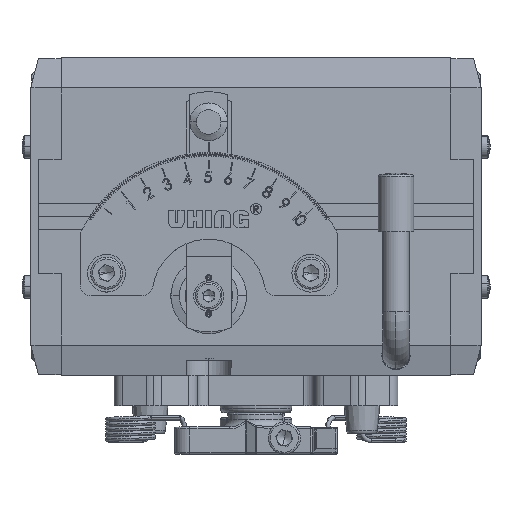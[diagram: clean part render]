
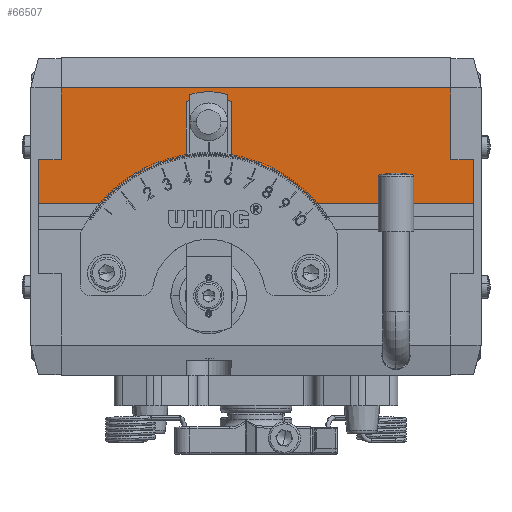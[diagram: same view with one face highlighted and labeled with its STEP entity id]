
A CAD part, top view. The second image highlights one B-rep face of the part: STEP entity #66507.
In plain terms, the highlighted planar face has unit normal (0, 0, 1).
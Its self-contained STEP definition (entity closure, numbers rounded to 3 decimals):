
#348 = DIRECTION ( 'NONE',  ( -1., 0., 0. ) ) ;
#2965 = VERTEX_POINT ( 'NONE', #19489 ) ;
#5605 = CARTESIAN_POINT ( 'NONE',  ( 57.5, 3.5, 34. ) ) ;
#17219 = AXIS2_PLACEMENT_3D ( 'NONE', #145256, #59635, #44245 ) ;
#17590 = LINE ( 'NONE', #46298, #126582 ) ;
#18545 = LINE ( 'NONE', #44420, #184050 ) ;
#19489 = CARTESIAN_POINT ( 'NONE',  ( 51.5, 34., 34. ) ) ;
#23416 = CARTESIAN_POINT ( 'NONE',  ( 57.5, 15., 34. ) ) ;
#26437 = VECTOR ( 'NONE', #183890, 1000. ) ;
#29530 = VERTEX_POINT ( 'NONE', #190003 ) ;
#30500 = VECTOR ( 'NONE', #64168, 1000. ) ;
#30530 = DIRECTION ( 'NONE',  ( 0., 1., 0. ) ) ;
#34849 = EDGE_CURVE ( 'NONE', #29530, #129963, #184823, .T. ) ;
#38625 = CARTESIAN_POINT ( 'NONE',  ( -51.5, 34., 34. ) ) ;
#40511 = ORIENTED_EDGE ( 'NONE', *, *, #122559, .T. ) ;
#44245 = DIRECTION ( 'NONE',  ( 0., 1., 0. ) ) ;
#44420 = CARTESIAN_POINT ( 'NONE',  ( 57.5, 34., 34. ) ) ;
#46298 = CARTESIAN_POINT ( 'NONE',  ( 57.5, 15., 34. ) ) ;
#47525 = CARTESIAN_POINT ( 'NONE',  ( 51.5, 15., 34. ) ) ;
#52724 = CARTESIAN_POINT ( 'NONE',  ( 57.5, 34., 34. ) ) ;
#59635 = DIRECTION ( 'NONE',  ( 0., 0., -1. ) ) ;
#61085 = EDGE_CURVE ( 'NONE', #156043, #184611, #18545, .T. ) ;
#64168 = DIRECTION ( 'NONE',  ( -1., 0., 0. ) ) ;
#65215 = VERTEX_POINT ( 'NONE', #47525 ) ;
#66507 = ADVANCED_FACE ( 'NONE', ( #159691 ), #147168, .F. ) ;
#67489 = LINE ( 'NONE', #170482, #116095 ) ;
#72900 = EDGE_CURVE ( 'NONE', #156043, #65215, #17590, .T. ) ;
#76015 = ORIENTED_EDGE ( 'NONE', *, *, #72900, .T. ) ;
#81943 = DIRECTION ( 'NONE',  ( 0., -1., 0. ) ) ;
#82573 = LINE ( 'NONE', #52724, #120878 ) ;
#86478 = VECTOR ( 'NONE', #348, 1000. ) ;
#91474 = VECTOR ( 'NONE', #30530, 1000. ) ;
#92511 = CARTESIAN_POINT ( 'NONE',  ( -51.5, 15., 34. ) ) ;
#92751 = EDGE_CURVE ( 'NONE', #184611, #121314, #184317, .T. ) ;
#106043 = ORIENTED_EDGE ( 'NONE', *, *, #179066, .T. ) ;
#106105 = EDGE_LOOP ( 'NONE', ( #110631, #150865, #106043, #179689, #158925, #76015, #184051, #40511 ) ) ;
#110631 = ORIENTED_EDGE ( 'NONE', *, *, #34849, .T. ) ;
#111834 = CARTESIAN_POINT ( 'NONE',  ( -57.5, 15., 34. ) ) ;
#116095 = VECTOR ( 'NONE', #81943, 1000. ) ;
#116175 = LINE ( 'NONE', #117080, #91474 ) ;
#117080 = CARTESIAN_POINT ( 'NONE',  ( 51.5, 34., 34. ) ) ;
#120878 = VECTOR ( 'NONE', #141113, 1000. ) ;
#121015 = EDGE_CURVE ( 'NONE', #65215, #2965, #116175, .T. ) ;
#121292 = EDGE_CURVE ( 'NONE', #129963, #156062, #135695, .T. ) ;
#121314 = VERTEX_POINT ( 'NONE', #132863 ) ;
#122559 = EDGE_CURVE ( 'NONE', #2965, #29530, #82573, .T. ) ;
#123380 = CARTESIAN_POINT ( 'NONE',  ( 57.5, 3.5, 34. ) ) ;
#126582 = VECTOR ( 'NONE', #149249, 1000. ) ;
#129963 = VERTEX_POINT ( 'NONE', #92511 ) ;
#132863 = CARTESIAN_POINT ( 'NONE',  ( -57.5, 3.5, 34. ) ) ;
#135695 = LINE ( 'NONE', #161802, #86478 ) ;
#135699 = DIRECTION ( 'NONE',  ( 0., -1., 0. ) ) ;
#141113 = DIRECTION ( 'NONE',  ( -1., 0., 0. ) ) ;
#145256 = CARTESIAN_POINT ( 'NONE',  ( 57.5, 34., 34. ) ) ;
#147168 = PLANE ( 'NONE',  #17219 ) ;
#149249 = DIRECTION ( 'NONE',  ( -1., 0., 0. ) ) ;
#150865 = ORIENTED_EDGE ( 'NONE', *, *, #121292, .T. ) ;
#156043 = VERTEX_POINT ( 'NONE', #23416 ) ;
#156062 = VERTEX_POINT ( 'NONE', #111834 ) ;
#158925 = ORIENTED_EDGE ( 'NONE', *, *, #61085, .F. ) ;
#159691 = FACE_OUTER_BOUND ( 'NONE', #106105, .T. ) ;
#161802 = CARTESIAN_POINT ( 'NONE',  ( 57.5, 15., 34. ) ) ;
#170482 = CARTESIAN_POINT ( 'NONE',  ( -57.5, 34., 34. ) ) ;
#179066 = EDGE_CURVE ( 'NONE', #156062, #121314, #67489, .T. ) ;
#179689 = ORIENTED_EDGE ( 'NONE', *, *, #92751, .F. ) ;
#183890 = DIRECTION ( 'NONE',  ( 0., -1., 0. ) ) ;
#184051 = ORIENTED_EDGE ( 'NONE', *, *, #121015, .T. ) ;
#184050 = VECTOR ( 'NONE', #135699, 1000. ) ;
#184317 = LINE ( 'NONE', #5605, #30500 ) ;
#184611 = VERTEX_POINT ( 'NONE', #123380 ) ;
#184823 = LINE ( 'NONE', #38625, #26437 ) ;
#190003 = CARTESIAN_POINT ( 'NONE',  ( -51.5, 34., 34. ) ) ;
